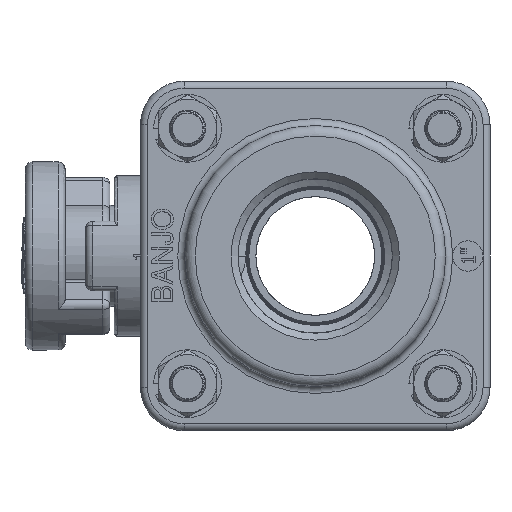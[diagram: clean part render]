
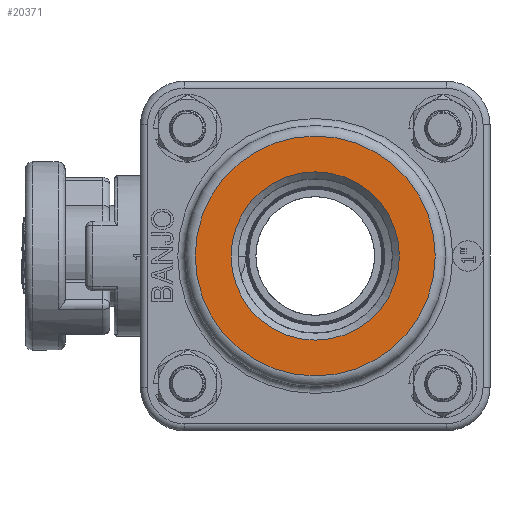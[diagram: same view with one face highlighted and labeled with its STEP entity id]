
A CAD part, left-side view. The second image highlights one B-rep face of the part: STEP entity #20371.
In plain terms, the highlighted face is planar.
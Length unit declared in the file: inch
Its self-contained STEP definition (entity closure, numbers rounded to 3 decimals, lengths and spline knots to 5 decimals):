
#700=FACE_BOUND('',#4064,.T.);
#1630=PLANE('',#22569);
#2749=FACE_OUTER_BOUND('',#4063,.T.);
#4063=EDGE_LOOP('',(#18345));
#4064=EDGE_LOOP('',(#18346));
#8319=CIRCLE('',#22567,1.03);
#8321=CIRCLE('',#22570,0.7225);
#10047=VERTEX_POINT('',#40371);
#10048=VERTEX_POINT('',#40375);
#12851=EDGE_CURVE('',#10047,#10047,#8319,.T.);
#12853=EDGE_CURVE('',#10048,#10048,#8321,.T.);
#18345=ORIENTED_EDGE('',*,*,#12851,.F.);
#18346=ORIENTED_EDGE('',*,*,#12853,.F.);
#20371=ADVANCED_FACE('',(#2749,#700),#1630,.T.);
#22567=AXIS2_PLACEMENT_3D('',#40372,#27803,#27804);
#22569=AXIS2_PLACEMENT_3D('',#40374,#27807,#27808);
#22570=AXIS2_PLACEMENT_3D('',#40376,#27809,#27810);
#27803=DIRECTION('center_axis',(-1.,0.,0.));
#27804=DIRECTION('ref_axis',(0.,-1.,0.));
#27807=DIRECTION('center_axis',(1.,0.,0.));
#27808=DIRECTION('ref_axis',(0.,0.,-1.));
#27809=DIRECTION('center_axis',(1.,0.,0.));
#27810=DIRECTION('ref_axis',(0.,1.,0.));
#40371=CARTESIAN_POINT('',(1.375,0.,1.03));
#40372=CARTESIAN_POINT('Origin',(1.375,0.,0.));
#40374=CARTESIAN_POINT('Origin',(1.375,0.92125,0.));
#40375=CARTESIAN_POINT('',(1.375,-0.7225,0.));
#40376=CARTESIAN_POINT('Origin',(1.375,0.,0.));
